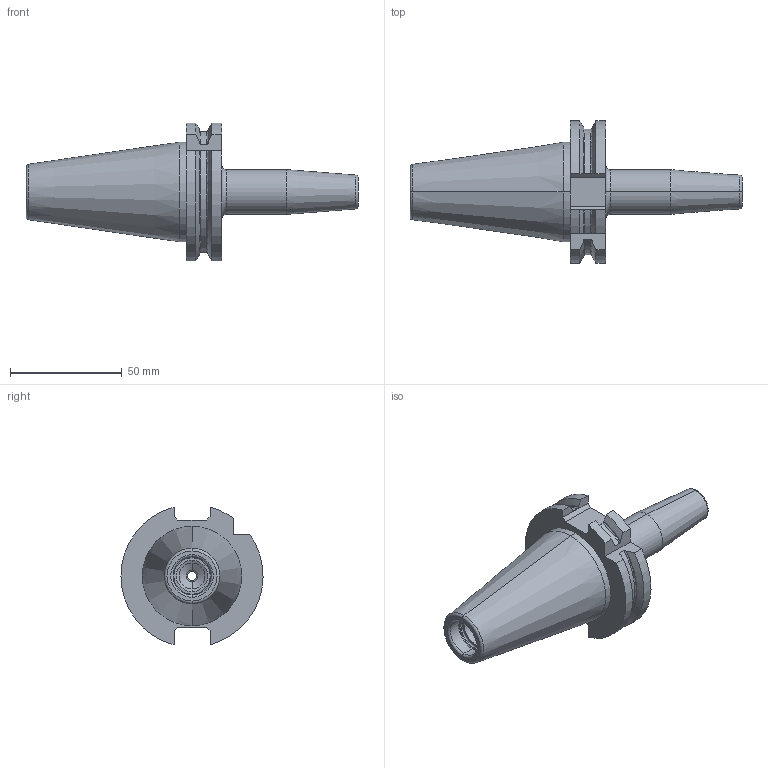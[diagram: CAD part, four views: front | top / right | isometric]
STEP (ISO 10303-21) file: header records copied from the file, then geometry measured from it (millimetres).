
FILE_DESCRIPTION (( 'STEP AP203' ), '1' );
FILE_NAME ('72-060-500-040_Kunde.step', '2013-01-09T09:42:32', ( '' ), ( '' ), 'SwSTEP 2.0', 'SolidWorks 2012', '' );
FILE_SCHEMA (( 'CONFIG_CONTROL_DESIGN' ));
Length unit declared in the file: millimetre
Products named in the file (1): 72-060-500-040_Kunde
Bounding box: 148.4 x 63.54 x 61.48 mm (x, y, z)
Volume: 113725.2 mm3; surface area: 25406.8 mm2
Topology: 1 solids, 1 shells, 89 faces, 217 edges, 134 vertices
Faces by surface type: cylinder 26, plane 25, cone 20, torus 18
Entity records: 2752 total; most frequent: CARTESIAN_POINT 549, DIRECTION 469, ORIENTED_EDGE 434, EDGE_CURVE 217, AXIS2_PLACEMENT_3D 186, VERTEX_POINT 134, VECTOR 97, LINE 97
